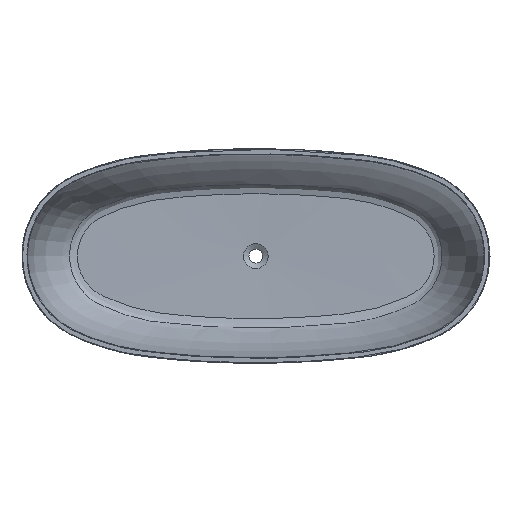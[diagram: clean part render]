
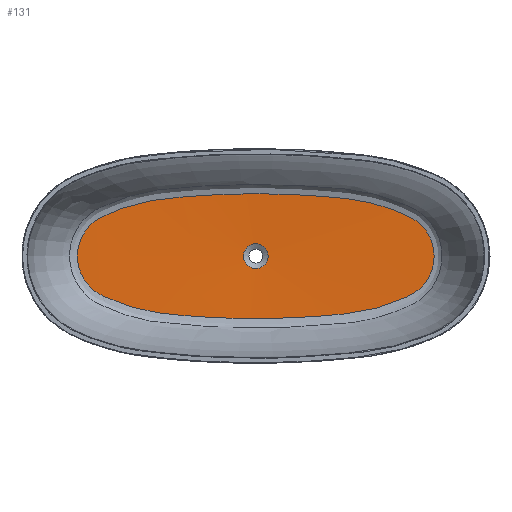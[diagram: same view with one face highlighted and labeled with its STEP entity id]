
A CAD part, top view. The second image highlights one B-rep face of the part: STEP entity #131.
In plain terms, the highlighted conical face has half-angle 88.625 degrees and reference radius 45 mm.
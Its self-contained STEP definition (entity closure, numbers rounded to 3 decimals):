
#98=B_SPLINE_CURVE_WITH_KNOTS('',3,(#632,#633,#634,#635,#636,#637,#638,
#639,#640,#641,#642,#643,#644,#645,#646,#647,#648,#649,#650,#651,#652,#653,
#654,#655,#656,#657,#658,#659,#660,#661,#662,#663,#664,#665,#666,#667,#668,
#669,#670,#671,#672,#673,#674,#675,#676,#677,#678,#679,#680,#681,#682,#683,
#684,#685,#686,#687,#688,#689,#690,#691,#692,#693,#694,#695,#696,#697,#698,
#699,#700,#701,#702,#703,#704,#705,#706,#707,#708,#709,#710,#711,#712,#713,
#714,#715,#716,#717,#718,#719,#720,#721,#722,#723,#724,#725,#726,#727,#728,
#729,#730,#731,#732,#733,#734,#735,#736,#737,#738,#739,#740,#741,#742,#743,
#744,#745),.UNSPECIFIED.,.T.,.F.,(2,2,2,2,2,2,2,2,2,2,2,2,2,2,2,2,2,2,2,
2,2,2,2,2,2,2,2,2,2,2,2,2,2,2,2,2,2,2,2,2,2,2,2,2,2,2,2,2,2,2,2,2,2,2,2,
2,2,2,2),(-0.008,0.,0.031,0.062,
0.078,0.094,0.125,0.187,
0.25,0.281,0.297,0.305,
0.312,0.344,0.375,0.379,
0.383,0.391,0.398,0.406,
0.414,0.422,0.43,0.437,
0.445,0.453,0.469,0.484,
0.492,0.5,0.531,0.562,
0.578,0.594,0.625,0.687,
0.75,0.781,0.797,0.805,
0.812,0.844,0.875,0.879,
0.883,0.891,0.898,0.906,
0.914,0.922,0.93,0.937,
0.945,0.953,0.969,0.984,0.992,1.,1.031),
 .UNSPECIFIED.);
#131=ADVANCED_FACE('',(#162,#163),#157,.F.);
#157=CONICAL_SURFACE('',#463,45.,88.625);
#162=FACE_BOUND('',#184,.T.);
#163=FACE_BOUND('',#185,.T.);
#184=EDGE_LOOP('',(#222));
#185=EDGE_LOOP('',(#223));
#222=ORIENTED_EDGE('',*,*,#376,.T.);
#223=ORIENTED_EDGE('',*,*,#373,.F.);
#332=VERTEX_POINT('',#625);
#335=VERTEX_POINT('',#746);
#373=EDGE_CURVE('',#332,#332,#430,.T.);
#376=EDGE_CURVE('',#335,#335,#98,.T.);
#430=CIRCLE('',#458,45.);
#458=AXIS2_PLACEMENT_3D('',#624,#509,#510);
#463=AXIS2_PLACEMENT_3D('',#747,#519,#520);
#509=DIRECTION('',(0.,0.,1.));
#510=DIRECTION('',(1.,0.,0.));
#519=DIRECTION('',(0.,0.,1.));
#520=DIRECTION('',(1.,0.,0.));
#624=CARTESIAN_POINT('',(0.,0.,-430.));
#625=CARTESIAN_POINT('',(45.,0.,-430.));
#632=CARTESIAN_POINT('',(-559.902,-142.488,-417.215));
#633=CARTESIAN_POINT('',(-524.728,-159.699,-417.925));
#634=CARTESIAN_POINT('',(-495.915,-171.033,-418.499));
#635=CARTESIAN_POINT('',(-437.207,-189.784,-419.65));
#636=CARTESIAN_POINT('',(-407.302,-197.166,-420.229));
#637=CARTESIAN_POINT('',(-361.613,-205.235,-421.104));
#638=CARTESIAN_POINT('',(-346.244,-207.42,-421.396));
#639=CARTESIAN_POINT('',(-315.224,-210.77,-421.982));
#640=CARTESIAN_POINT('',(-299.677,-212.276,-422.27));
#641=CARTESIAN_POINT('',(-253.056,-216.496,-423.103));
#642=CARTESIAN_POINT('',(-221.952,-218.849,-423.623));
#643=CARTESIAN_POINT('',(-128.565,-224.533,-424.985));
#644=CARTESIAN_POINT('',(-66.211,-226.499,-425.618));
#645=CARTESIAN_POINT('',(58.705,-226.651,-425.664));
#646=CARTESIAN_POINT('',(121.103,-224.833,-425.071));
#647=CARTESIAN_POINT('',(214.586,-219.361,-423.74));
#648=CARTESIAN_POINT('',(245.735,-217.078,-423.227));
#649=CARTESIAN_POINT('',(292.386,-212.963,-422.402));
#650=CARTESIAN_POINT('',(307.93,-211.486,-422.118));
#651=CARTESIAN_POINT('',(331.218,-209.056,-421.681));
#652=CARTESIAN_POINT('',(338.968,-208.201,-421.533));
#653=CARTESIAN_POINT('',(354.381,-206.176,-421.241));
#654=CARTESIAN_POINT('',(362.053,-205.036,-421.095));
#655=CARTESIAN_POINT('',(400.235,-198.706,-420.366));
#656=CARTESIAN_POINT('',(430.226,-191.634,-419.786));
#657=CARTESIAN_POINT('',(489.107,-173.508,-418.633));
#658=CARTESIAN_POINT('',(518.012,-162.507,-418.059));
#659=CARTESIAN_POINT('',(549.786,-147.441,-417.419));
#660=CARTESIAN_POINT('',(553.309,-145.728,-417.348));
#661=CARTESIAN_POINT('',(560.312,-142.237,-417.206));
#662=CARTESIAN_POINT('',(563.811,-140.489,-417.135));
#663=CARTESIAN_POINT('',(574.038,-134.837,-416.929));
#664=CARTESIAN_POINT('',(580.53,-130.578,-416.8));
#665=CARTESIAN_POINT('',(592.871,-121.094,-416.558));
#666=CARTESIAN_POINT('',(598.766,-115.816,-416.444));
#667=CARTESIAN_POINT('',(609.613,-104.523,-416.237));
#668=CARTESIAN_POINT('',(614.561,-98.53,-416.143));
#669=CARTESIAN_POINT('',(623.538,-85.874,-415.975));
#670=CARTESIAN_POINT('',(627.568,-79.212,-415.9));
#671=CARTESIAN_POINT('',(634.677,-65.195,-415.769));
#672=CARTESIAN_POINT('',(637.7,-57.937,-415.713));
#673=CARTESIAN_POINT('',(642.622,-43.177,-415.623));
#674=CARTESIAN_POINT('',(644.539,-35.638,-415.589));
#675=CARTESIAN_POINT('',(647.272,-20.239,-415.539));
#676=CARTESIAN_POINT('',(648.077,-12.355,-415.524));
#677=CARTESIAN_POINT('',(648.522,3.231,-415.516));
#678=CARTESIAN_POINT('',(648.176,10.996,-415.523));
#679=CARTESIAN_POINT('',(646.352,26.467,-415.556));
#680=CARTESIAN_POINT('',(644.853,34.238,-415.583));
#681=CARTESIAN_POINT('',(638.712,56.911,-415.695));
#682=CARTESIAN_POINT('',(632.513,71.174,-415.808));
#683=CARTESIAN_POINT('',(615.799,97.905,-416.119));
#684=CARTESIAN_POINT('',(605.7,109.718,-416.31));
#685=CARTESIAN_POINT('',(587.946,125.118,-416.654));
#686=CARTESIAN_POINT('',(581.596,129.838,-416.779));
#687=CARTESIAN_POINT('',(568.371,138.189,-417.042));
#688=CARTESIAN_POINT('',(561.38,141.738,-417.185));
#689=CARTESIAN_POINT('',(526.181,159.082,-417.896));
#690=CARTESIAN_POINT('',(497.3,170.523,-418.471));
#691=CARTESIAN_POINT('',(438.491,189.439,-419.626));
#692=CARTESIAN_POINT('',(408.532,196.894,-420.206));
#693=CARTESIAN_POINT('',(362.759,205.059,-421.082));
#694=CARTESIAN_POINT('',(347.363,207.278,-421.375));
#695=CARTESIAN_POINT('',(316.283,210.676,-421.962));
#696=CARTESIAN_POINT('',(300.697,212.178,-422.251));
#697=CARTESIAN_POINT('',(253.975,216.423,-423.087));
#698=CARTESIAN_POINT('',(222.808,218.789,-423.609));
#699=CARTESIAN_POINT('',(129.248,224.508,-424.978));
#700=CARTESIAN_POINT('',(66.797,226.488,-425.615));
#701=CARTESIAN_POINT('',(-58.272,226.66,-425.667));
#702=CARTESIAN_POINT('',(-120.899,224.844,-425.074));
#703=CARTESIAN_POINT('',(-214.561,219.364,-423.74));
#704=CARTESIAN_POINT('',(-245.752,217.077,-423.227));
#705=CARTESIAN_POINT('',(-292.496,212.953,-422.4));
#706=CARTESIAN_POINT('',(-308.075,211.472,-422.115));
#707=CARTESIAN_POINT('',(-331.417,209.034,-421.677));
#708=CARTESIAN_POINT('',(-339.185,208.175,-421.529));
#709=CARTESIAN_POINT('',(-354.634,206.14,-421.236));
#710=CARTESIAN_POINT('',(-362.322,204.995,-421.09));
#711=CARTESIAN_POINT('',(-400.591,198.634,-420.359));
#712=CARTESIAN_POINT('',(-430.649,191.527,-419.778));
#713=CARTESIAN_POINT('',(-489.657,173.314,-418.622));
#714=CARTESIAN_POINT('',(-518.622,162.259,-418.047));
#715=CARTESIAN_POINT('',(-550.46,147.116,-417.405));
#716=CARTESIAN_POINT('',(-553.99,145.393,-417.334));
#717=CARTESIAN_POINT('',(-561.004,141.886,-417.192));
#718=CARTESIAN_POINT('',(-564.506,140.125,-417.121));
#719=CARTESIAN_POINT('',(-574.724,134.409,-416.915));
#720=CARTESIAN_POINT('',(-581.209,130.107,-416.786));
#721=CARTESIAN_POINT('',(-593.532,120.53,-416.545));
#722=CARTESIAN_POINT('',(-599.417,115.2,-416.432));
#723=CARTESIAN_POINT('',(-610.216,103.826,-416.225));
#724=CARTESIAN_POINT('',(-615.138,97.792,-416.132));
#725=CARTESIAN_POINT('',(-624.061,85.05,-415.965));
#726=CARTESIAN_POINT('',(-628.061,78.344,-415.891));
#727=CARTESIAN_POINT('',(-635.104,64.233,-415.761));
#728=CARTESIAN_POINT('',(-638.08,56.954,-415.706));
#729=CARTESIAN_POINT('',(-642.913,42.13,-415.618));
#730=CARTESIAN_POINT('',(-644.783,34.558,-415.584));
#731=CARTESIAN_POINT('',(-647.415,19.091,-415.536));
#732=CARTESIAN_POINT('',(-648.164,11.188,-415.523));
#733=CARTESIAN_POINT('',(-648.494,-4.429,-415.517));
#734=CARTESIAN_POINT('',(-648.089,-12.21,-415.524));
#735=CARTESIAN_POINT('',(-646.139,-27.712,-415.56));
#736=CARTESIAN_POINT('',(-644.573,-35.497,-415.588));
#737=CARTESIAN_POINT('',(-638.239,-58.151,-415.703));
#738=CARTESIAN_POINT('',(-631.881,-72.439,-415.819));
#739=CARTESIAN_POINT('',(-614.914,-99.043,-416.136));
#740=CARTESIAN_POINT('',(-604.686,-110.791,-416.329));
#741=CARTESIAN_POINT('',(-586.717,-126.073,-416.678));
#742=CARTESIAN_POINT('',(-580.314,-130.732,-416.804));
#743=CARTESIAN_POINT('',(-566.975,-138.966,-417.07));
#744=CARTESIAN_POINT('',(-559.902,-142.488,-417.215));
#745=CARTESIAN_POINT('',(-524.728,-159.699,-417.925));
#746=CARTESIAN_POINT('',(-552.867,-145.93,-417.357));
#747=CARTESIAN_POINT('',(0.,0.,-430.));
